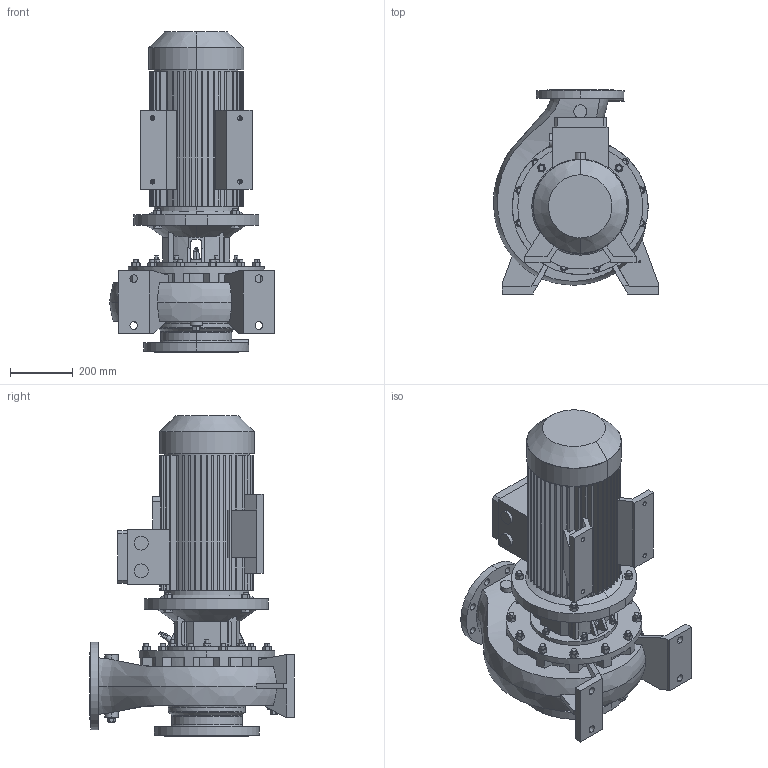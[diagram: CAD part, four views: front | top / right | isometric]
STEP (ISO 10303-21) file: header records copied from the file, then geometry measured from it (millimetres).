
FILE_DESCRIPTION (( 'STEP AP214' ), '1' );
FILE_NAME ('ﾌﾓ-311-200-ﾌ3-311-228-01-51.step', '2025-04-07T08:20:17', ( 'adb' ), ( '' ), 'SwSTEP 2.0', 'SolidWorks 2016', '' );
FILE_SCHEMA (( 'AUTOMOTIVE_DESIGN' ));
Length unit declared in the file: millimetre
Products named in the file (1): ﾌﾓ-311-200-ﾌ3-311-228-01-51
Bounding box: 527.25 x 655 x 1024 mm (x, y, z)
Volume: 74039555.2 mm3; surface area: 3933750.3 mm2
Topology: 8 solids, 31 shells, 1381 faces, 3586 edges, 2338 vertices
Faces by surface type: plane 743, cylinder 468, cone 135, bspline 28, torus 7
Entity records: 69387 total; most frequent: CARTESIAN_POINT 20226, ORIENTED_EDGE 7168, DIRECTION 6880, EDGE_CURVE 3584, AXIS2_PLACEMENT_3D 2535, VERTEX_POINT 2338, VECTOR 1810, LINE 1810
